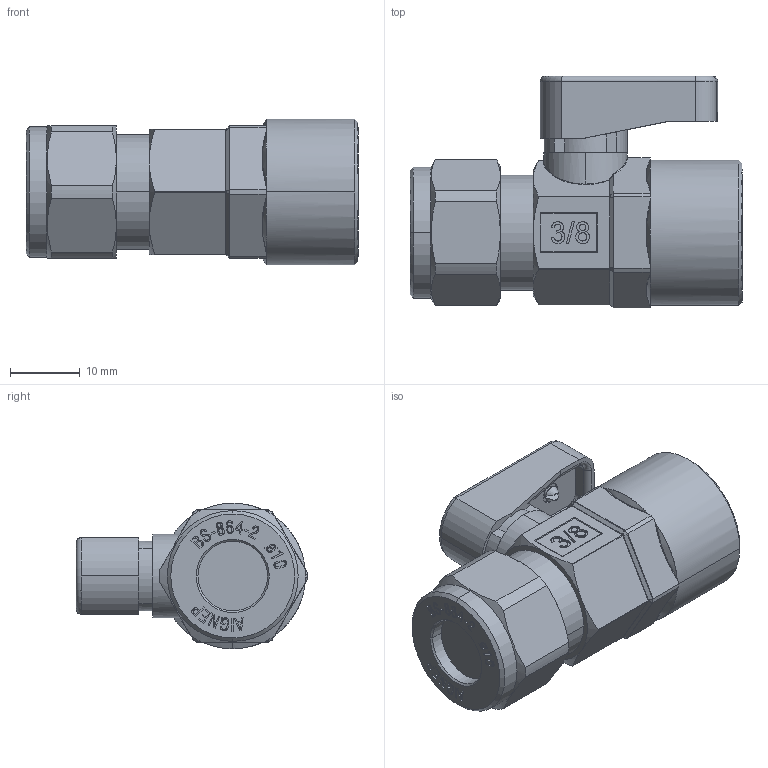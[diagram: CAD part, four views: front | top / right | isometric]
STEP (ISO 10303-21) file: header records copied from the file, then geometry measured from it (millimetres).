
FILE_DESCRIPTION (( 'STEP AP214' ), '1' );
FILE_NAME ('0643000004.step', '2012-10-02T16:32:03', ( '' ), ( '' ), 'SwSTEP 2.0', 'SolidWorks 2012', '' );
FILE_SCHEMA (( 'AUTOMOTIVE_DESIGN' ));
Length unit declared in the file: millimetre
Products named in the file (1): 0643000004
Bounding box: 47.7 x 33.3 x 20.91 mm (x, y, z)
Volume: 14456.2 mm3; surface area: 6072.1 mm2
Topology: 8 solids, 18 shells, 913 faces, 2351 edges, 1525 vertices
Faces by surface type: plane 409, bspline 303, cylinder 120, cone 51, torus 28, sphere 2
Entity records: 42328 total; most frequent: CARTESIAN_POINT 22263, ORIENTED_EDGE 4690, DIRECTION 3112, EDGE_CURVE 2345, VERTEX_POINT 1525, LINE 1274, VECTOR 1274, EDGE_LOOP 984
